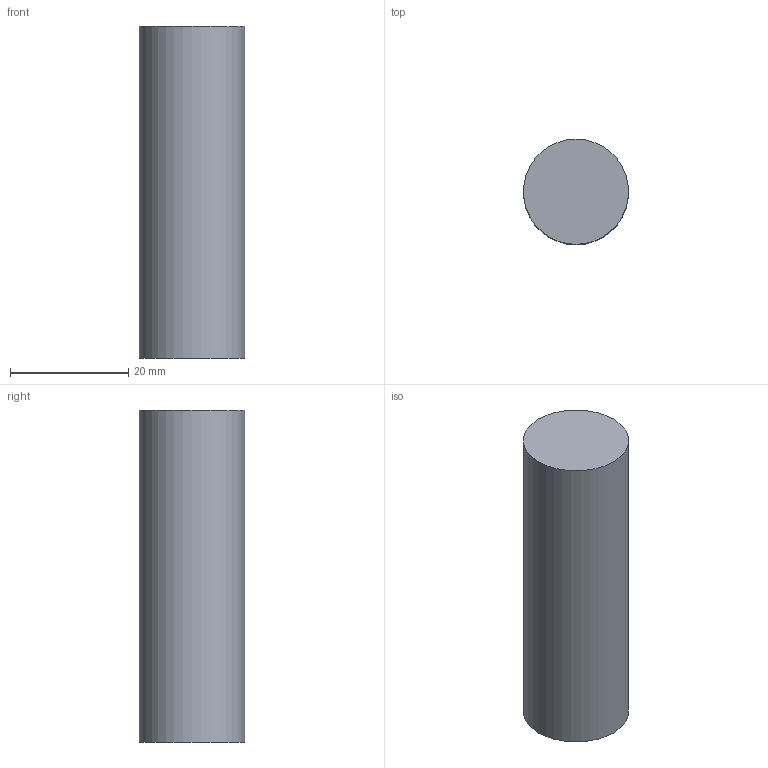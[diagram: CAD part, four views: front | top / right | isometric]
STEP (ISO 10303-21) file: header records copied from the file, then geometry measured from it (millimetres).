
FILE_DESCRIPTION(('HOOPS Exchange Step'),'2;1');
FILE_NAME('65b058c8b667b1bb460acc456f0d842e20200328-3351-n947bb.sldprt.step','2020-03-28T05:25:54+00:00',('converter2'),('Unknown organisation'),'HOOPS Exchange 2019.2','HOOPS Exchange','Unknown authorisation');
FILE_SCHEMA( ('AUTOMOTIVE_DESIGN { 1 0 10303 214 1 1 1 1 }') );
Length unit declared in the file: inch
Products named in the file (2): Default; 65b058c8b667b1bb460acc456f0d842e20200328-3351-n947bb
Assembly tree (1 placements, depth 2):
  65b058c8b667b1bb460acc456f0d842e20200328-3351-n947bb
    Default
Bounding box: 17.78 x 17.78 x 56.13 mm (x, y, z)
Volume: 13937.3 mm3; surface area: 3632.1 mm2
Topology: 1 solids, 1 shells, 3 faces, 5 edges, 4 vertices
Faces by surface type: plane 2, cylinder 1
Full cylindrical faces by diameter (mm): 17.78 x1
Entity records: 132 total; most frequent: DIRECTION 21, CARTESIAN_POINT 15, AXIS2_PLACEMENT_3D 10, ORIENTED_EDGE 10, EDGE_CURVE 5, DIMENSIONAL_EXPONENTS 4, VERTEX_POINT 4, CIRCLE 4
